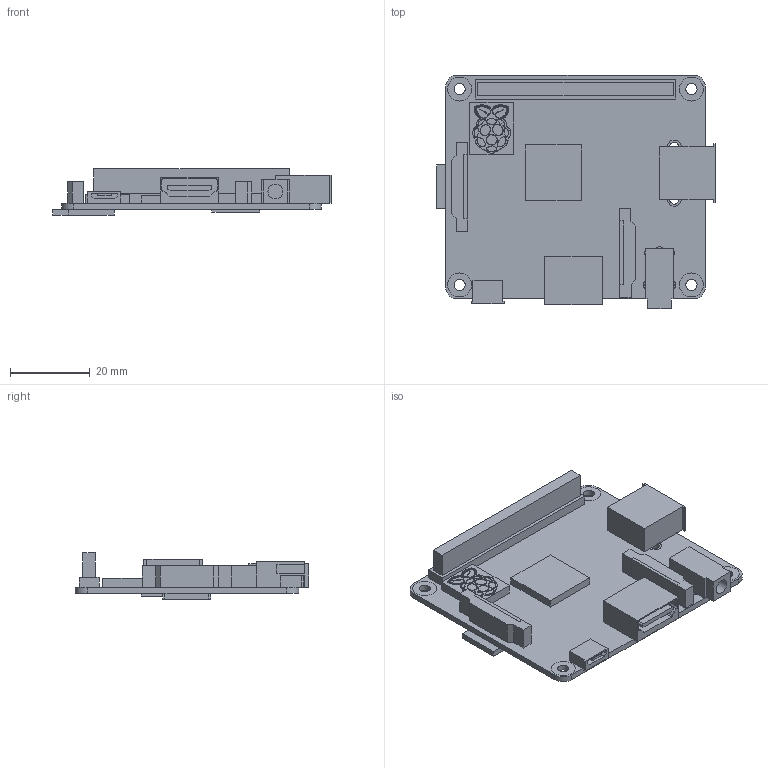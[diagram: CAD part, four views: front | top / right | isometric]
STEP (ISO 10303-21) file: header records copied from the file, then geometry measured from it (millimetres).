
FILE_DESCRIPTION(/* description */ (''),/* implementation_level */ '2;1');
FILE_NAME(/* name */ 'Raspberry PI 3 Model A+ - TG v6.step',/* time_stamp */ '2019-01-22T15:36:32+00:00',/* author */ ('tommyME2F7'),/* organization */ (''),/* preprocessor_version */ 'ST-DEVELOPER v17.2',/* originating_system */ 'Autodesk Translation Framework v7.6.0.251',/* authorisation */ '');
FILE_SCHEMA (('AUTOMOTIVE_DESIGN { 1 0 10303 214 3 1 1 }'));
Length unit declared in the file: millimetre
Products named in the file (1): Raspberry PI 3 Model A+ - TG
Bounding box: 69.77 x 58.5 x 11.65 mm (x, y, z)
Volume: 11174.4 mm3; surface area: 15815.5 mm2
Topology: 15 solids, 15 shells, 1073 faces, 2805 edges, 1896 vertices
Faces by surface type: bspline 542, plane 347, cylinder 184
Full cylindrical faces by diameter (mm): 0.95 x49, 1.5 x4, 1.6 x79, 1.8 x5, 2.3 x2, 2.8 x4, 3.45 x2, 3.75 x1, 6 x8
Entity records: 36324 total; most frequent: CARTESIAN_POINT 12821, ORIENTED_EDGE 5610, DIRECTION 3231, EDGE_CURVE 2805, VERTEX_POINT 1896, EDGE_LOOP 1317, LINE 1275, VECTOR 1275
